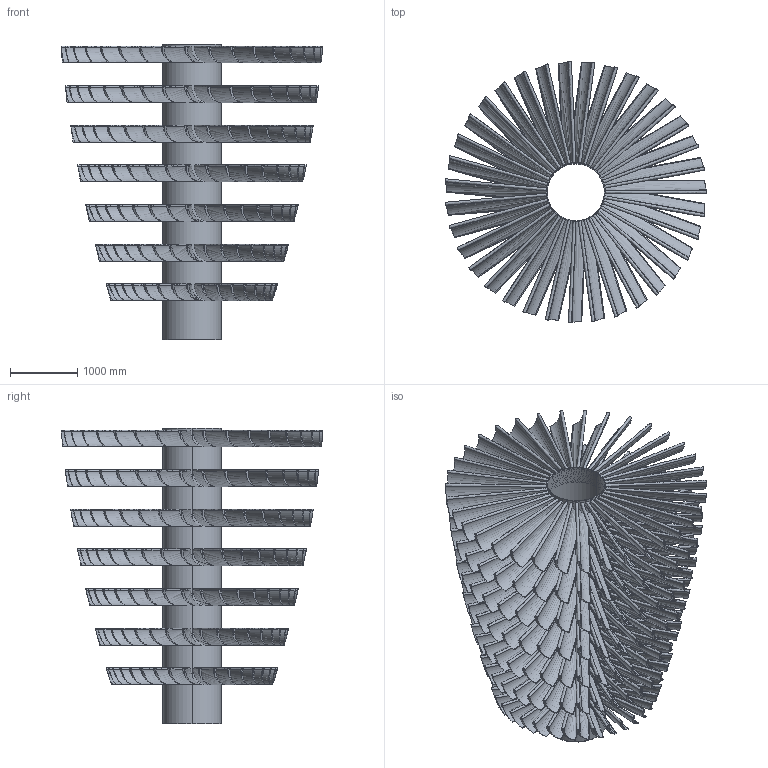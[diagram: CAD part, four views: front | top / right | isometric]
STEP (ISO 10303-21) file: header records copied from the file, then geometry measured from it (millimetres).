
FILE_DESCRIPTION(('FreeCAD Model'),'2;1');
FILE_NAME('Open CASCADE Shape Model','2025-04-27T10:30:19',('FreeCAD'),( 'FreeCAD'),'Open CASCADE STEP processor 7.6','FreeCAD','Unknown');
FILE_SCHEMA(('AUTOMOTIVE_DESIGN { 1 0 10303 214 1 1 1 1 }'));
Products named in the file (1): Open CASCADE STEP translator 7.6 1
Bounding box: 3901.74 x 3905.33 x 4398.83 mm (x, y, z)
Volume: 2503903722.7 mm3; surface area: 234058942.9 mm2
Topology: 246 solids, 246 shells, 1721 faces, 3687 edges, 2458 vertices
Faces by surface type: bspline 1721
Entity records: 112062 total; most frequent: CARTESIAN_POINT 89678, ORIENTED_EDGE 7374, EDGE_CURVE 3687, B_SPLINE_CURVE_WITH_KNOTS 2944, VERTEX_POINT 2458, FACE_BOUND 1723, EDGE_LOOP 1723, ADVANCED_FACE 1721
